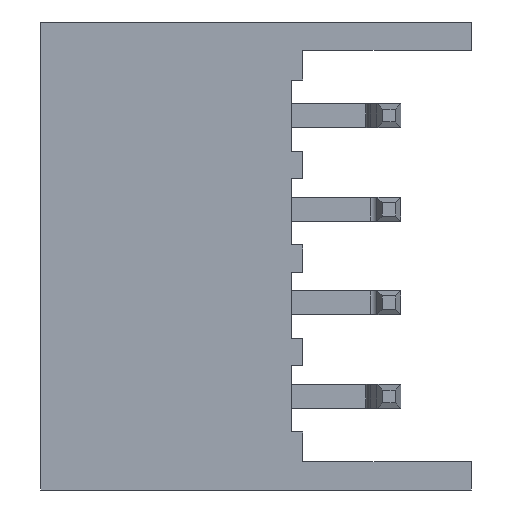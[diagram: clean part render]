
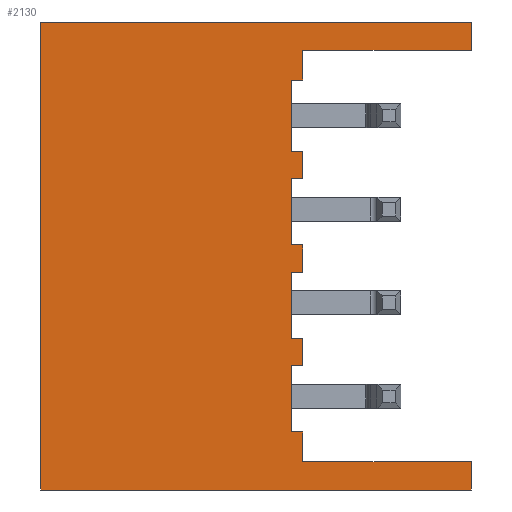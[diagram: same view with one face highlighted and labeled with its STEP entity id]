
A CAD part, front view. The second image highlights one B-rep face of the part: STEP entity #2130.
In plain terms, the highlighted planar face has unit normal (0, -1, 0).
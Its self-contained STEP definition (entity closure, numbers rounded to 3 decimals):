
#18=DIRECTION('',(1.,0.,0.));
#19=VECTOR('',#18,11.5);
#20=CARTESIAN_POINT('',(-5.75,-2.875,-6.25));
#21=LINE('',#20,#19);
#658=DIRECTION('',(1.,0.,0.));
#659=VECTOR('',#658,0.3);
#660=CARTESIAN_POINT('',(0.95,-2.875,-2.935));
#661=LINE('',#660,#659);
#662=DIRECTION('',(0.,0.,-1.));
#663=VECTOR('',#662,1.77);
#664=CARTESIAN_POINT('',(0.95,-2.875,-0.435));
#665=LINE('',#664,#663);
#666=DIRECTION('',(1.,0.,0.));
#667=VECTOR('',#666,0.3);
#668=CARTESIAN_POINT('',(0.95,-2.875,-2.205));
#669=LINE('',#668,#667);
#670=DIRECTION('',(0.,0.,-1.));
#671=VECTOR('',#670,1.765);
#672=CARTESIAN_POINT('',(0.95,-2.875,-2.935));
#673=LINE('',#672,#671);
#674=DIRECTION('',(1.,0.,0.));
#675=VECTOR('',#674,0.3);
#676=CARTESIAN_POINT('',(0.95,-2.875,-4.7));
#677=LINE('',#676,#675);
#678=DIRECTION('',(0.,0.,1.));
#679=VECTOR('',#678,0.8);
#680=CARTESIAN_POINT('',(1.25,-2.875,-5.5));
#681=LINE('',#680,#679);
#682=DIRECTION('',(-1.,0.,0.));
#683=VECTOR('',#682,4.5);
#684=CARTESIAN_POINT('',(5.75,-2.875,-5.5));
#685=LINE('',#684,#683);
#686=DIRECTION('',(0.,0.,1.));
#687=VECTOR('',#686,12.5);
#688=CARTESIAN_POINT('',(-5.75,-2.875,-6.25));
#689=LINE('',#688,#687);
#690=DIRECTION('',(-1.,0.,0.));
#691=VECTOR('',#690,4.5);
#692=CARTESIAN_POINT('',(5.75,-2.875,5.5));
#693=LINE('',#692,#691);
#694=DIRECTION('',(0.,0.,1.));
#695=VECTOR('',#694,0.8);
#696=CARTESIAN_POINT('',(1.25,-2.875,4.7));
#697=LINE('',#696,#695);
#698=DIRECTION('',(1.,0.,0.));
#699=VECTOR('',#698,0.3);
#700=CARTESIAN_POINT('',(0.95,-2.875,4.7));
#701=LINE('',#700,#699);
#702=DIRECTION('',(0.,0.,-1.));
#703=VECTOR('',#702,1.905);
#704=CARTESIAN_POINT('',(0.95,-2.875,4.7));
#705=LINE('',#704,#703);
#706=DIRECTION('',(1.,0.,0.));
#707=VECTOR('',#706,0.3);
#708=CARTESIAN_POINT('',(0.95,-2.875,2.795));
#709=LINE('',#708,#707);
#710=DIRECTION('',(0.,0.,-1.));
#711=VECTOR('',#710,1.77);
#712=CARTESIAN_POINT('',(0.95,-2.875,2.065));
#713=LINE('',#712,#711);
#714=DIRECTION('',(1.,0.,0.));
#715=VECTOR('',#714,0.3);
#716=CARTESIAN_POINT('',(0.95,-2.875,0.295));
#717=LINE('',#716,#715);
#722=DIRECTION('',(0.,0.,-1.));
#723=VECTOR('',#722,0.73);
#724=CARTESIAN_POINT('',(1.25,-2.875,-2.205));
#725=LINE('',#724,#723);
#766=DIRECTION('',(0.,0.,1.));
#767=VECTOR('',#766,0.75);
#768=CARTESIAN_POINT('',(5.75,-2.875,5.5));
#769=LINE('',#768,#767);
#774=DIRECTION('',(0.,0.,1.));
#775=VECTOR('',#774,0.75);
#776=CARTESIAN_POINT('',(5.75,-2.875,-6.25));
#777=LINE('',#776,#775);
#802=DIRECTION('',(1.,0.,0.));
#803=VECTOR('',#802,11.5);
#804=CARTESIAN_POINT('',(-5.75,-2.875,6.25));
#805=LINE('',#804,#803);
#838=DIRECTION('',(0.,0.,-1.));
#839=VECTOR('',#838,0.73);
#840=CARTESIAN_POINT('',(1.25,-2.875,2.795));
#841=LINE('',#840,#839);
#854=DIRECTION('',(1.,0.,0.));
#855=VECTOR('',#854,0.3);
#856=CARTESIAN_POINT('',(0.95,-2.875,2.065));
#857=LINE('',#856,#855);
#862=DIRECTION('',(0.,0.,-1.));
#863=VECTOR('',#862,0.73);
#864=CARTESIAN_POINT('',(1.25,-2.875,0.295));
#865=LINE('',#864,#863);
#878=DIRECTION('',(1.,0.,0.));
#879=VECTOR('',#878,0.3);
#880=CARTESIAN_POINT('',(0.95,-2.875,-0.435));
#881=LINE('',#880,#879);
#978=CARTESIAN_POINT('',(-5.75,-2.875,-6.25));
#979=CARTESIAN_POINT('',(5.75,-2.875,-6.25));
#980=VERTEX_POINT('',#978);
#981=VERTEX_POINT('',#979);
#988=CARTESIAN_POINT('',(-5.75,-2.875,6.25));
#989=CARTESIAN_POINT('',(5.75,-2.875,6.25));
#990=VERTEX_POINT('',#988);
#991=VERTEX_POINT('',#989);
#1002=CARTESIAN_POINT('',(5.75,-2.875,5.5));
#1003=CARTESIAN_POINT('',(1.25,-2.875,5.5));
#1004=VERTEX_POINT('',#1002);
#1005=VERTEX_POINT('',#1003);
#1006=CARTESIAN_POINT('',(5.75,-2.875,-5.5));
#1007=CARTESIAN_POINT('',(1.25,-2.875,-5.5));
#1008=VERTEX_POINT('',#1006);
#1009=VERTEX_POINT('',#1007);
#1018=CARTESIAN_POINT('',(0.95,-2.875,4.7));
#1019=CARTESIAN_POINT('',(1.25,-2.875,4.7));
#1020=VERTEX_POINT('',#1018);
#1021=VERTEX_POINT('',#1019);
#1022=CARTESIAN_POINT('',(0.95,-2.875,-4.7));
#1023=CARTESIAN_POINT('',(1.25,-2.875,-4.7));
#1024=VERTEX_POINT('',#1022);
#1025=VERTEX_POINT('',#1023);
#1162=CARTESIAN_POINT('',(0.95,-2.875,2.795));
#1163=VERTEX_POINT('',#1162);
#1258=CARTESIAN_POINT('',(1.25,-2.875,2.795));
#1259=CARTESIAN_POINT('',(1.25,-2.875,2.065));
#1260=VERTEX_POINT('',#1258);
#1261=VERTEX_POINT('',#1259);
#1266=CARTESIAN_POINT('',(0.95,-2.875,2.065));
#1268=VERTEX_POINT('',#1266);
#1270=CARTESIAN_POINT('',(1.25,-2.875,0.295));
#1271=CARTESIAN_POINT('',(1.25,-2.875,-0.435));
#1272=VERTEX_POINT('',#1270);
#1273=VERTEX_POINT('',#1271);
#1278=CARTESIAN_POINT('',(0.95,-2.875,-0.435));
#1280=VERTEX_POINT('',#1278);
#1282=CARTESIAN_POINT('',(0.95,-2.875,0.295));
#1284=VERTEX_POINT('',#1282);
#1286=CARTESIAN_POINT('',(1.25,-2.875,-2.205));
#1287=CARTESIAN_POINT('',(1.25,-2.875,-2.935));
#1288=VERTEX_POINT('',#1286);
#1289=VERTEX_POINT('',#1287);
#1294=CARTESIAN_POINT('',(0.95,-2.875,-2.935));
#1296=VERTEX_POINT('',#1294);
#1298=CARTESIAN_POINT('',(0.95,-2.875,-2.205));
#1300=VERTEX_POINT('',#1298);
#2082=CARTESIAN_POINT('',(-5.75,-2.875,-6.25));
#2083=DIRECTION('',(0.,-1.,0.));
#2084=DIRECTION('',(1.,0.,0.));
#2085=AXIS2_PLACEMENT_3D('',#2082,#2083,#2084);
#2086=PLANE('',#2085);
#2087=ORIENTED_EDGE('',*,*,#1535,.T.);
#2089=ORIENTED_EDGE('',*,*,#2088,.T.);
#2091=ORIENTED_EDGE('',*,*,#2090,.T.);
#2092=ORIENTED_EDGE('',*,*,#2074,.F.);
#2093=ORIENTED_EDGE('',*,*,#1514,.T.);
#2095=ORIENTED_EDGE('',*,*,#2094,.T.);
#2097=ORIENTED_EDGE('',*,*,#2096,.F.);
#2099=ORIENTED_EDGE('',*,*,#2098,.F.);
#2101=ORIENTED_EDGE('',*,*,#2100,.F.);
#2102=ORIENTED_EDGE('',*,*,#1315,.F.);
#2103=ORIENTED_EDGE('',*,*,#1837,.T.);
#2105=ORIENTED_EDGE('',*,*,#2104,.T.);
#2107=ORIENTED_EDGE('',*,*,#2106,.F.);
#2109=ORIENTED_EDGE('',*,*,#2108,.T.);
#2111=ORIENTED_EDGE('',*,*,#2110,.F.);
#2113=ORIENTED_EDGE('',*,*,#2112,.F.);
#2114=ORIENTED_EDGE('',*,*,#1456,.T.);
#2116=ORIENTED_EDGE('',*,*,#2115,.T.);
#2118=ORIENTED_EDGE('',*,*,#2117,.T.);
#2120=ORIENTED_EDGE('',*,*,#2119,.F.);
#2121=ORIENTED_EDGE('',*,*,#1484,.T.);
#2123=ORIENTED_EDGE('',*,*,#2122,.T.);
#2125=ORIENTED_EDGE('',*,*,#2124,.T.);
#2127=ORIENTED_EDGE('',*,*,#2126,.F.);
#2128=EDGE_LOOP('',(#2087,#2089,#2091,#2092,#2093,#2095,#2097,#2099,#2101,#2102,
#2103,#2105,#2107,#2109,#2111,#2113,#2114,#2116,#2118,#2120,#2121,#2123,#2125,
#2127));
#2129=FACE_OUTER_BOUND('',#2128,.F.);
#2130=ADVANCED_FACE('',(#2129),#2086,.T.);
#1315=EDGE_CURVE('',#980,#981,#21,.T.);
#1456=EDGE_CURVE('',#1020,#1163,#705,.T.);
#1484=EDGE_CURVE('',#1268,#1284,#713,.T.);
#1514=EDGE_CURVE('',#1296,#1024,#673,.T.);
#1535=EDGE_CURVE('',#1280,#1300,#665,.T.);
#1837=EDGE_CURVE('',#980,#990,#689,.T.);
#2074=EDGE_CURVE('',#1296,#1289,#661,.T.);
#2088=EDGE_CURVE('',#1300,#1288,#669,.T.);
#2090=EDGE_CURVE('',#1288,#1289,#725,.T.);
#2094=EDGE_CURVE('',#1024,#1025,#677,.T.);
#2096=EDGE_CURVE('',#1009,#1025,#681,.T.);
#2098=EDGE_CURVE('',#1008,#1009,#685,.T.);
#2100=EDGE_CURVE('',#981,#1008,#777,.T.);
#2104=EDGE_CURVE('',#990,#991,#805,.T.);
#2106=EDGE_CURVE('',#1004,#991,#769,.T.);
#2108=EDGE_CURVE('',#1004,#1005,#693,.T.);
#2110=EDGE_CURVE('',#1021,#1005,#697,.T.);
#2112=EDGE_CURVE('',#1020,#1021,#701,.T.);
#2115=EDGE_CURVE('',#1163,#1260,#709,.T.);
#2117=EDGE_CURVE('',#1260,#1261,#841,.T.);
#2119=EDGE_CURVE('',#1268,#1261,#857,.T.);
#2122=EDGE_CURVE('',#1284,#1272,#717,.T.);
#2124=EDGE_CURVE('',#1272,#1273,#865,.T.);
#2126=EDGE_CURVE('',#1280,#1273,#881,.T.);
